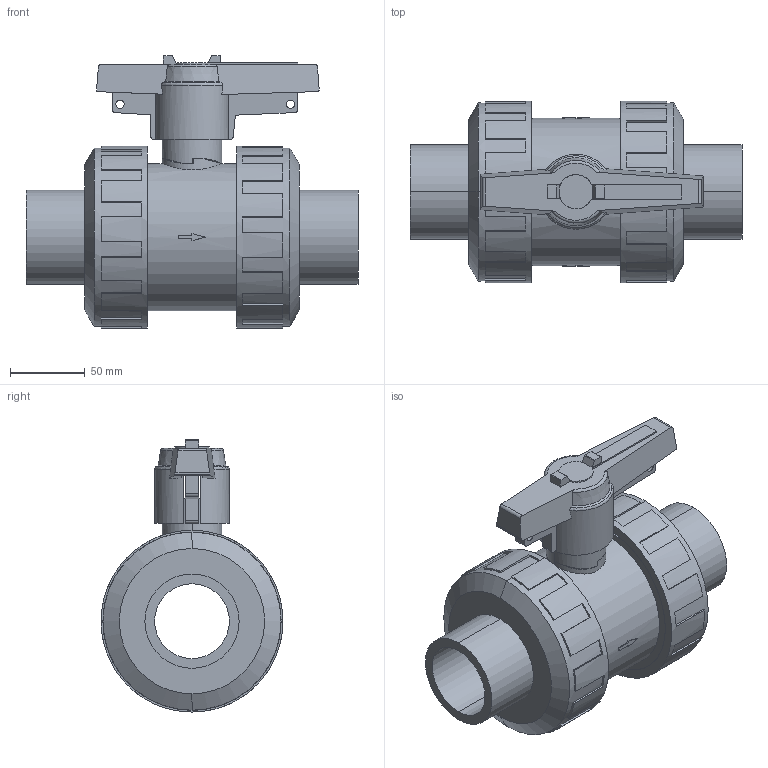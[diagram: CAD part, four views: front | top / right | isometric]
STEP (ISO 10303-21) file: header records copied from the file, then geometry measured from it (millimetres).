
FILE_DESCRIPTION(('STEP AP214'),'1');
FILE_NAME('cctmp_8C7BCFB8-D8D3-46BE-A929-541714C1035E_2021_10_21_14_37_28_0990..stp','2021-10-21T12:37:29',('Praher Valves GmbH'),('CADClick - www.CADClick.com'),'Spatial InterOp 3D',' ','unknown authorization');
FILE_SCHEMA(('AUTOMOTIVE_DESIGN'));
Length unit declared in the file: millimetre
Products named in the file (1): 129508
Bounding box: 222 x 121.5 x 181.92 mm (x, y, z)
Volume: 1348875.2 mm3; surface area: 229921.6 mm2
Topology: 1 solids, 1 shells, 321 faces, 900 edges, 595 vertices
Faces by surface type: plane 233, cylinder 64, cone 16, torus 8
Entity records: 13337 total; most frequent: CARTESIAN_POINT 2248, DIRECTION 1811, ORIENTED_EDGE 1800, EDGE_CURVE 900, AXIS2_PLACEMENT_3D 632, VERTEX_POINT 595, LINE 547, VECTOR 547
